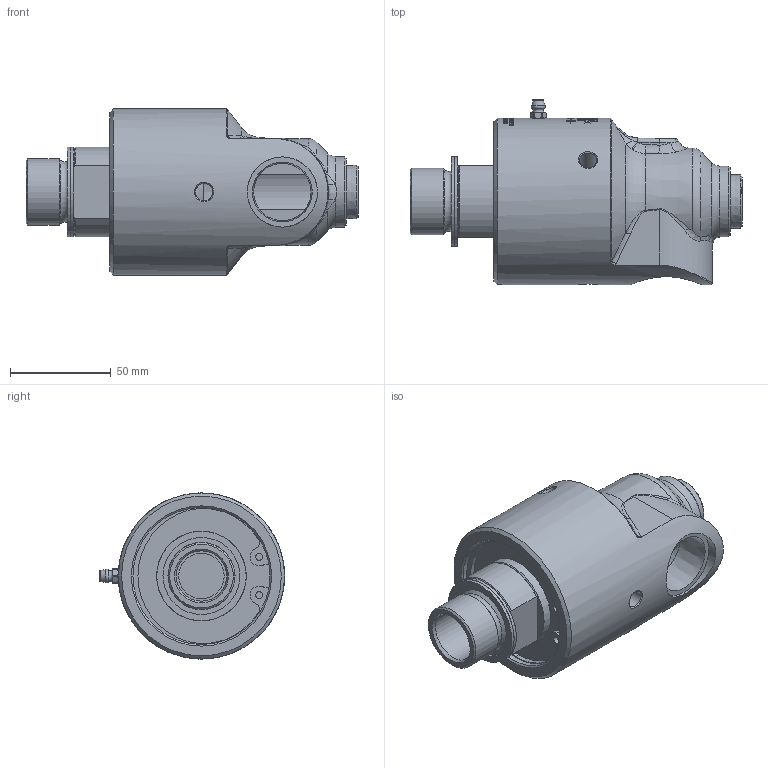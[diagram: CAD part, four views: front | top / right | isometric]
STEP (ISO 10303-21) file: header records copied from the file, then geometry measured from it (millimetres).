
FILE_DESCRIPTION(/* description */ (''),/* implementation_level */ '2;1');
FILE_NAME(/* name */ '357-000-223-IC.stp',/* time_stamp */ '2020-03-25T09:15:42-05:00',/* author */ ('nreyna'),/* organization */ (''),/* preprocessor_version */ 'ST-DEVELOPER v18',/* originating_system */ 'Autodesk Inventor 2020',/* authorisation */ '');
FILE_SCHEMA (('AUTOMOTIVE_DESIGN { 1 0 10303 214 3 1 1 }'));
Products named in the file (1): 357-000-223-IC
Bounding box: 165.04 x 92.01 x 82.6 mm (x, y, z)
Volume: 393563.5 mm3; surface area: 61698.7 mm2
Topology: 1 solids, 1 shells, 1262 faces, 3408 edges, 2264 vertices
Faces by surface type: bspline 614, plane 451, cylinder 145, cone 42, torus 10
Full cylindrical faces by diameter (mm): 2.005 x1, 3.444 x2, 8.6 x3, 22.631 x1, 25 x1, 28.575 x1, 33.249 x1, 34.9 x1, 37.13 x1, 38.25 x1, 40 x1, 44.5 x1, 44.65 x2, 68.1 x1, 82.6 x1
Entity records: 55029 total; most frequent: CARTESIAN_POINT 26632, ORIENTED_EDGE 6814, DIRECTION 4133, EDGE_CURVE 3407, VERTEX_POINT 2264, AXIS2_PLACEMENT_3D 1396, EDGE_LOOP 1388, LINE 1341
